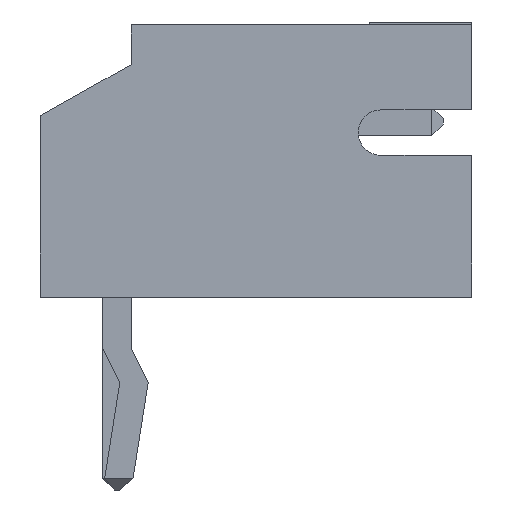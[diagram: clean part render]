
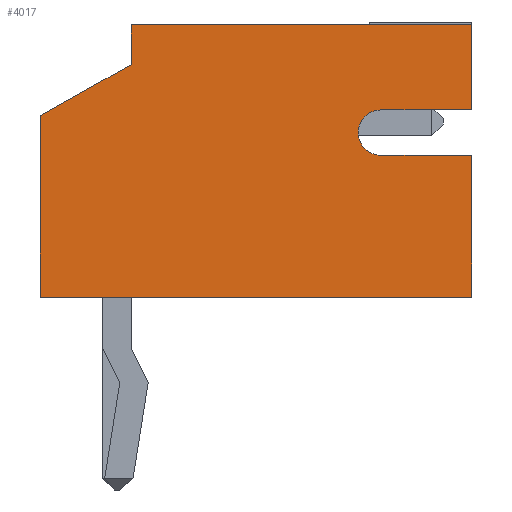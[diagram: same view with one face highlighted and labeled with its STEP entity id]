
A CAD part, left-side view. The second image highlights one B-rep face of the part: STEP entity #4017.
In plain terms, the highlighted planar face has unit normal (-1, 0, 0).
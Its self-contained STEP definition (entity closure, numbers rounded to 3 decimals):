
#2450 = VERTEX_POINT('',#2451);
#2451 = CARTESIAN_POINT('',(-1.95,-6.25,4.8));
#2457 = EDGE_CURVE('',#2450,#2458,#2460,.T.);
#2458 = VERTEX_POINT('',#2459);
#2459 = CARTESIAN_POINT('',(-1.95,-6.25,3.3));
#2460 = LINE('',#2461,#2462);
#2461 = CARTESIAN_POINT('',(-1.95,-6.25,4.8));
#2462 = VECTOR('',#2463,1.);
#2463 = DIRECTION('',(0.,0.,-1.));
#3970 = EDGE_CURVE('',#3971,#2450,#3973,.T.);
#3971 = VERTEX_POINT('',#3972);
#3972 = CARTESIAN_POINT('',(-1.95,-0.25,4.8));
#3973 = LINE('',#3974,#3975);
#3974 = CARTESIAN_POINT('',(-1.95,-0.25,4.8));
#3975 = VECTOR('',#3976,1.);
#3976 = DIRECTION('',(0.,-1.,0.));
#4017 = ADVANCED_FACE('',(#4018),#4093,.T.);
#4018 = FACE_BOUND('',#4019,.T.);
#4019 = EDGE_LOOP('',(#4020,#4028,#4036,#4044,#4052,#4060,#4068,#4076,
#4085,#4091,#4092));
#4020 = ORIENTED_EDGE('',*,*,#4021,.T.);
#4021 = EDGE_CURVE('',#3971,#4022,#4024,.T.);
#4022 = VERTEX_POINT('',#4023);
#4023 = CARTESIAN_POINT('',(-1.95,-0.25,4.1));
#4024 = LINE('',#4025,#4026);
#4025 = CARTESIAN_POINT('',(-1.95,-0.25,4.8));
#4026 = VECTOR('',#4027,1.);
#4027 = DIRECTION('',(0.,0.,-1.));
#4028 = ORIENTED_EDGE('',*,*,#4029,.T.);
#4029 = EDGE_CURVE('',#4022,#4030,#4032,.T.);
#4030 = VERTEX_POINT('',#4031);
#4031 = CARTESIAN_POINT('',(-1.95,1.35,3.2));
#4032 = LINE('',#4033,#4034);
#4033 = CARTESIAN_POINT('',(-1.95,-0.25,4.1));
#4034 = VECTOR('',#4035,1.);
#4035 = DIRECTION('',(0.,0.872,-0.49
));
#4036 = ORIENTED_EDGE('',*,*,#4037,.T.);
#4037 = EDGE_CURVE('',#4030,#4038,#4040,.T.);
#4038 = VERTEX_POINT('',#4039);
#4039 = CARTESIAN_POINT('',(-1.95,1.35,0.));
#4040 = LINE('',#4041,#4042);
#4041 = CARTESIAN_POINT('',(-1.95,1.35,3.2));
#4042 = VECTOR('',#4043,1.);
#4043 = DIRECTION('',(0.,0.,-1.));
#4044 = ORIENTED_EDGE('',*,*,#4045,.T.);
#4045 = EDGE_CURVE('',#4038,#4046,#4048,.T.);
#4046 = VERTEX_POINT('',#4047);
#4047 = CARTESIAN_POINT('',(-1.95,-6.25,0.));
#4048 = LINE('',#4049,#4050);
#4049 = CARTESIAN_POINT('',(-1.95,1.35,0.));
#4050 = VECTOR('',#4051,1.);
#4051 = DIRECTION('',(0.,-1.,0.));
#4052 = ORIENTED_EDGE('',*,*,#4053,.T.);
#4053 = EDGE_CURVE('',#4046,#4054,#4056,.T.);
#4054 = VERTEX_POINT('',#4055);
#4055 = CARTESIAN_POINT('',(-1.95,-6.25,0.3));
#4056 = LINE('',#4057,#4058);
#4057 = CARTESIAN_POINT('',(-1.95,-6.25,0.));
#4058 = VECTOR('',#4059,1.);
#4059 = DIRECTION('',(0.,0.,1.));
#4060 = ORIENTED_EDGE('',*,*,#4061,.F.);
#4061 = EDGE_CURVE('',#4062,#4054,#4064,.T.);
#4062 = VERTEX_POINT('',#4063);
#4063 = CARTESIAN_POINT('',(-1.95,-6.25,2.5));
#4064 = LINE('',#4065,#4066);
#4065 = CARTESIAN_POINT('',(-1.95,-6.25,4.8));
#4066 = VECTOR('',#4067,1.);
#4067 = DIRECTION('',(0.,0.,-1.));
#4068 = ORIENTED_EDGE('',*,*,#4069,.F.);
#4069 = EDGE_CURVE('',#4070,#4062,#4072,.T.);
#4070 = VERTEX_POINT('',#4071);
#4071 = CARTESIAN_POINT('',(-1.95,-4.65,2.5));
#4072 = LINE('',#4073,#4074);
#4073 = CARTESIAN_POINT('',(-1.95,-2.45,2.5));
#4074 = VECTOR('',#4075,1.);
#4075 = DIRECTION('',(0.,-1.,0.));
#4076 = ORIENTED_EDGE('',*,*,#4077,.T.);
#4077 = EDGE_CURVE('',#4070,#4078,#4080,.T.);
#4078 = VERTEX_POINT('',#4079);
#4079 = CARTESIAN_POINT('',(-1.95,-4.65,3.3));
#4080 = CIRCLE('',#4081,0.4);
#4081 = AXIS2_PLACEMENT_3D('',#4082,#4083,#4084);
#4082 = CARTESIAN_POINT('',(-1.95,-4.65,2.9));
#4083 = DIRECTION('',(1.,0.,0.));
#4084 = DIRECTION('',(0.,0.,1.));
#4085 = ORIENTED_EDGE('',*,*,#4086,.F.);
#4086 = EDGE_CURVE('',#2458,#4078,#4087,.T.);
#4087 = LINE('',#4088,#4089);
#4088 = CARTESIAN_POINT('',(-1.95,-3.25,3.3));
#4089 = VECTOR('',#4090,1.);
#4090 = DIRECTION('',(0.,1.,0.));
#4091 = ORIENTED_EDGE('',*,*,#2457,.F.);
#4092 = ORIENTED_EDGE('',*,*,#3970,.F.);
#4093 = PLANE('',#4094);
#4094 = AXIS2_PLACEMENT_3D('',#4095,#4096,#4097);
#4095 = CARTESIAN_POINT('',(-1.95,-0.25,4.8));
#4096 = DIRECTION('',(-1.,0.,0.));
#4097 = DIRECTION('',(0.,0.,1.));
